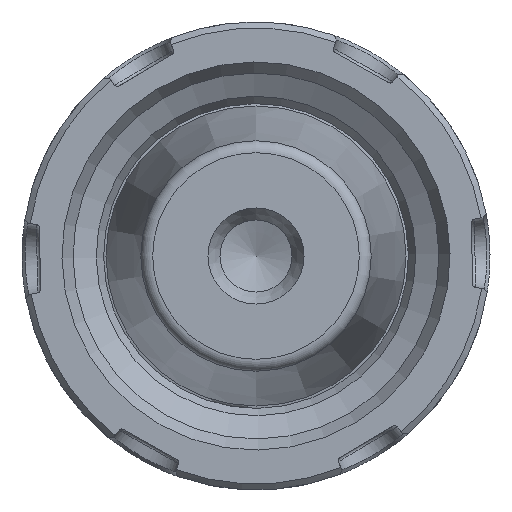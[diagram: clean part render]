
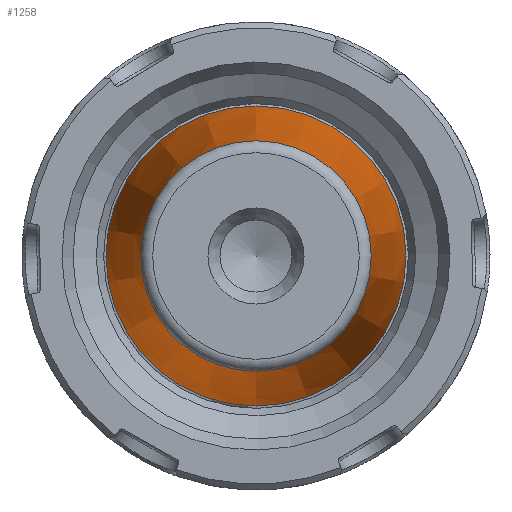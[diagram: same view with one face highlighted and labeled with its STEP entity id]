
A CAD part, left-side view. The second image highlights one B-rep face of the part: STEP entity #1258.
In plain terms, the highlighted conical face has half-angle 8 degrees and reference radius 12.5 mm.
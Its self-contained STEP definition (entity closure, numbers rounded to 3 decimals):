
#344 = FACE_BOUND ( 'NONE', #4693, .T. ) ;
#464 = DIRECTION ( 'NONE',  ( -1., 0., 0. ) ) ;
#724 = EDGE_CURVE ( 'NONE', #7460, #7460, #7106, .T. ) ;
#966 = AXIS2_PLACEMENT_3D ( 'NONE', #9372, #3366, #4852 ) ;
#1224 = EDGE_LOOP ( 'NONE', ( #3135 ) ) ;
#1258 = ADVANCED_FACE ( 'NONE', ( #344, #2656 ), #8165, .T. ) ;
#1601 = DIRECTION ( 'NONE',  ( -1., 0., 0. ) ) ;
#2656 = FACE_OUTER_BOUND ( 'NONE', #1224, .T. ) ;
#2663 = VERTEX_POINT ( 'NONE', #7116 ) ;
#3113 = DIRECTION ( 'NONE',  ( 0., 0., 1. ) ) ;
#3135 = ORIENTED_EDGE ( 'NONE', *, *, #3288, .T. ) ;
#3288 = EDGE_CURVE ( 'NONE', #2663, #2663, #8253, .T. ) ;
#3366 = DIRECTION ( 'NONE',  ( 1., 0., 0. ) ) ;
#3435 = DIRECTION ( 'NONE',  ( 0., 0., 1. ) ) ;
#4693 = EDGE_LOOP ( 'NONE', ( #8083 ) ) ;
#4852 = DIRECTION ( 'NONE',  ( 0., 0., -1. ) ) ;
#7106 = CIRCLE ( 'NONE', #9250, 9.599 ) ;
#7116 = CARTESIAN_POINT ( 'NONE',  ( 0., 0., 12.5 ) ) ;
#7460 = VERTEX_POINT ( 'NONE', #9320 ) ;
#8083 = ORIENTED_EDGE ( 'NONE', *, *, #724, .F. ) ;
#8102 = AXIS2_PLACEMENT_3D ( 'NONE', #9421, #464, #3435 ) ;
#8165 = CONICAL_SURFACE ( 'NONE', #966, 12.5, 0.14 ) ;
#8253 = CIRCLE ( 'NONE', #8102, 12.5 ) ;
#9043 = CARTESIAN_POINT ( 'NONE',  ( -20.639, 0., 0. ) ) ;
#9250 = AXIS2_PLACEMENT_3D ( 'NONE', #9043, #1601, #3113 ) ;
#9320 = CARTESIAN_POINT ( 'NONE',  ( -20.639, 0., 9.599 ) ) ;
#9372 = CARTESIAN_POINT ( 'NONE',  ( 0., 0., 0. ) ) ;
#9421 = CARTESIAN_POINT ( 'NONE',  ( 0., 0., 0. ) ) ;
